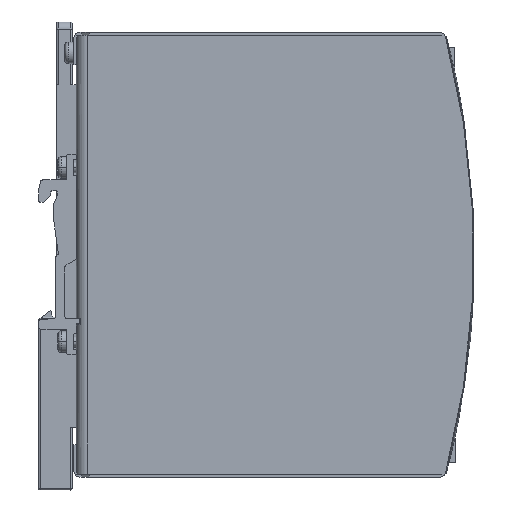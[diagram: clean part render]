
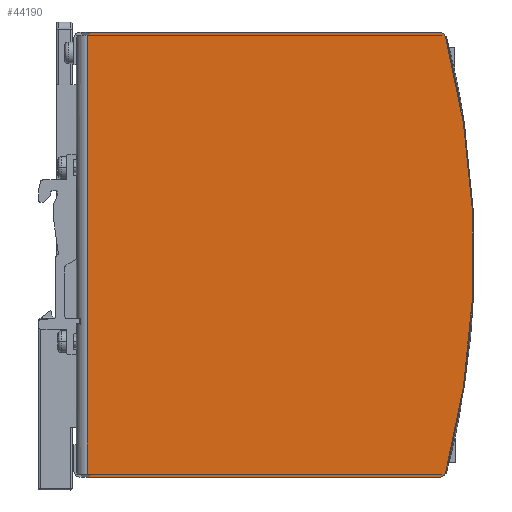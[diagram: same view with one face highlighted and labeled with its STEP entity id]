
A CAD part, front view. The second image highlights one B-rep face of the part: STEP entity #44190.
In plain terms, the highlighted planar face has unit normal (0, -1, 0).
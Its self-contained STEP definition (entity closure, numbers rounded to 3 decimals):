
#1017=DIRECTION('',(0.,0.,1.));
#1018=VECTOR('',#1017,122.3);
#1019=CARTESIAN_POINT('',(3.,-16.,-61.15));
#1020=LINE('',#1019,#1018);
#2640=DIRECTION('',(1.,0.,0.));
#2641=VECTOR('',#2640,98.697);
#2642=CARTESIAN_POINT('',(3.,-16.,61.15));
#2643=LINE('',#2642,#2641);
#2981=DIRECTION('',(-1.,0.,0.));
#2982=VECTOR('',#2981,98.695);
#2983=CARTESIAN_POINT('',(101.695,-16.,-61.152));
#2984=LINE('',#2983,#2982);
#3335=DIRECTION('',(0.,0.,1.));
#3336=VECTOR('',#3335,0.75);
#3337=CARTESIAN_POINT('',(3.65,-16.,-62.));
#3338=LINE('',#3337,#3336);
#3343=CARTESIAN_POINT('',(101.281,-16.,61.25));
#3344=CARTESIAN_POINT('',(101.31,-16.,61.25));
#3345=CARTESIAN_POINT('',(101.367,-16.,61.248));
#3346=CARTESIAN_POINT('',(101.453,-16.,61.237));
#3347=CARTESIAN_POINT('',(101.536,-16.,61.218));
#3348=CARTESIAN_POINT('',(101.621,-16.,61.195));
#3349=CARTESIAN_POINT('',(101.666,-16.,61.166));
#3350=CARTESIAN_POINT('',(101.697,-16.,61.152));
#3352=DIRECTION('',(1.,0.,0.));
#3353=VECTOR('',#3352,97.631);
#3354=CARTESIAN_POINT('',(3.65,-16.,61.25));
#3355=LINE('',#3354,#3353);
#3356=DIRECTION('',(-1.,0.,0.));
#3357=VECTOR('',#3356,97.631);
#3358=CARTESIAN_POINT('',(101.281,-16.,62.));
#3359=LINE('',#3358,#3357);
#3360=CARTESIAN_POINT('',(101.281,-16.,60.25));
#3361=DIRECTION('',(0.,-1.,0.));
#3362=DIRECTION('',(0.968,0.,0.252));
#3363=AXIS2_PLACEMENT_3D('',#3360,#3361,#3362);
#3365=CARTESIAN_POINT('',(-130.,-16.,0.));
#3366=DIRECTION('',(0.,-1.,0.));
#3367=DIRECTION('',(0.968,0.,-0.252));
#3368=AXIS2_PLACEMENT_3D('',#3365,#3366,#3367);
#3370=CARTESIAN_POINT('',(101.281,-16.,-60.25));
#3371=DIRECTION('',(0.,-1.,0.));
#3372=DIRECTION('',(0.,0.,-1.));
#3373=AXIS2_PLACEMENT_3D('',#3370,#3371,#3372);
#3375=DIRECTION('',(1.,0.,0.));
#3376=VECTOR('',#3375,97.631);
#3377=CARTESIAN_POINT('',(3.65,-16.,-62.));
#3378=LINE('',#3377,#3376);
#3379=DIRECTION('',(-1.,0.,0.));
#3380=VECTOR('',#3379,97.631);
#3381=CARTESIAN_POINT('',(101.281,-16.,-61.25));
#3382=LINE('',#3381,#3380);
#3383=CARTESIAN_POINT('',(101.281,-16.,-60.25));
#3384=DIRECTION('',(0.,1.,0.));
#3385=DIRECTION('',(0.418,0.,-0.908));
#3386=AXIS2_PLACEMENT_3D('',#3383,#3384,#3385);
#5065=DIRECTION('',(0.,0.,1.));
#5066=VECTOR('',#5065,0.75);
#5067=CARTESIAN_POINT('',(3.65,-16.,61.25));
#5068=LINE('',#5067,#5066);
#28168=CARTESIAN_POINT('',(101.695,-16.,-61.152));
#28169=VERTEX_POINT('',#28168);
#28170=CARTESIAN_POINT('',(3.,-16.,-61.15));
#28171=VERTEX_POINT('',#28170);
#28174=CARTESIAN_POINT('',(3.,-16.,61.15));
#28175=VERTEX_POINT('',#28174);
#28177=CARTESIAN_POINT('',(101.697,-16.,61.152));
#28179=VERTEX_POINT('',#28177);
#31588=CARTESIAN_POINT('',(102.975,-16.,-60.691));
#31589=CARTESIAN_POINT('',(102.975,-16.,60.691));
#31590=VERTEX_POINT('',#31588);
#31591=VERTEX_POINT('',#31589);
#31596=CARTESIAN_POINT('',(101.281,-16.,62.));
#31597=VERTEX_POINT('',#31596);
#31600=CARTESIAN_POINT('',(101.281,-16.,61.25));
#31601=VERTEX_POINT('',#31600);
#31602=CARTESIAN_POINT('',(3.65,-16.,61.25));
#31603=VERTEX_POINT('',#31602);
#31650=CARTESIAN_POINT('',(3.65,-16.,62.));
#31651=VERTEX_POINT('',#31650);
#31652=CARTESIAN_POINT('',(3.65,-16.,-61.25));
#31653=VERTEX_POINT('',#31652);
#31654=CARTESIAN_POINT('',(3.65,-16.,-62.));
#31655=VERTEX_POINT('',#31654);
#31670=CARTESIAN_POINT('',(101.281,-16.,-62.));
#31671=VERTEX_POINT('',#31670);
#31672=CARTESIAN_POINT('',(101.281,-16.,-61.25));
#31673=VERTEX_POINT('',#31672);
#44162=CARTESIAN_POINT('',(110.,-16.,-61.15));
#44163=DIRECTION('',(0.,-1.,0.));
#44164=DIRECTION('',(0.,0.,-1.));
#44165=AXIS2_PLACEMENT_3D('',#44162,#44163,#44164);
#44166=PLANE('',#44165);
#44167=ORIENTED_EDGE('',*,*,#41217,.T.);
#44168=ORIENTED_EDGE('',*,*,#35772,.T.);
#44169=ORIENTED_EDGE('',*,*,#39528,.T.);
#44171=ORIENTED_EDGE('',*,*,#44170,.F.);
#44173=ORIENTED_EDGE('',*,*,#44172,.F.);
#44175=ORIENTED_EDGE('',*,*,#44174,.T.);
#44176=ORIENTED_EDGE('',*,*,#40033,.F.);
#44178=ORIENTED_EDGE('',*,*,#44177,.F.);
#44180=ORIENTED_EDGE('',*,*,#44179,.F.);
#44182=ORIENTED_EDGE('',*,*,#44181,.F.);
#44183=ORIENTED_EDGE('',*,*,#42684,.F.);
#44184=ORIENTED_EDGE('',*,*,#44148,.T.);
#44185=ORIENTED_EDGE('',*,*,#41577,.F.);
#44187=ORIENTED_EDGE('',*,*,#44186,.F.);
#44188=EDGE_LOOP('',(#44167,#44168,#44169,#44171,#44173,#44175,#44176,#44178,
#44180,#44182,#44183,#44184,#44185,#44187));
#44189=FACE_OUTER_BOUND('',#44188,.F.);
#44190=ADVANCED_FACE('',(#44189),#44166,.T.);
#3351=B_SPLINE_CURVE_WITH_KNOTS('',3,(#3343,#3344,#3345,#3346,#3347,#3348,#3349,
#3350),.UNSPECIFIED.,.F.,.F.,(4,1,1,1,1,4),(0.,0.2,0.4,0.6,0.8,1.),
.UNSPECIFIED.);
#3364=CIRCLE('',#3363,1.75);
#3369=CIRCLE('',#3368,240.75);
#3374=CIRCLE('',#3373,1.75);
#3387=CIRCLE('',#3386,1.);
#35772=EDGE_CURVE('',#28171,#28175,#1020,.T.);
#39528=EDGE_CURVE('',#28175,#28179,#2643,.T.);
#40033=EDGE_CURVE('',#31597,#31651,#3359,.T.);
#41217=EDGE_CURVE('',#28169,#28171,#2984,.T.);
#41577=EDGE_CURVE('',#31673,#31653,#3382,.T.);
#42684=EDGE_CURVE('',#31655,#31671,#3378,.T.);
#44148=EDGE_CURVE('',#31655,#31653,#3338,.T.);
#44170=EDGE_CURVE('',#31601,#28179,#3351,.T.);
#44172=EDGE_CURVE('',#31603,#31601,#3355,.T.);
#44174=EDGE_CURVE('',#31603,#31651,#5068,.T.);
#44177=EDGE_CURVE('',#31591,#31597,#3364,.T.);
#44179=EDGE_CURVE('',#31590,#31591,#3369,.T.);
#44181=EDGE_CURVE('',#31671,#31590,#3374,.T.);
#44186=EDGE_CURVE('',#28169,#31673,#3387,.T.);
